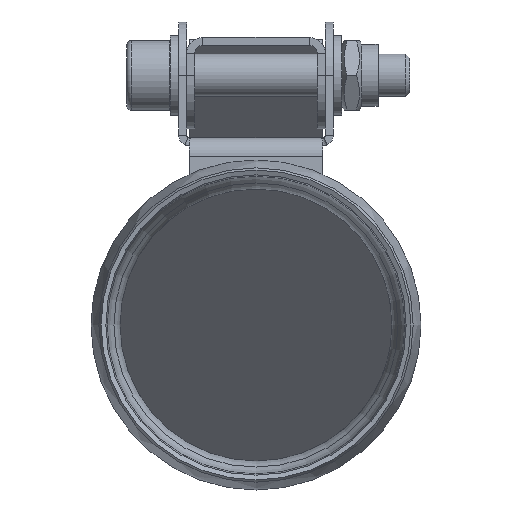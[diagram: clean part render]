
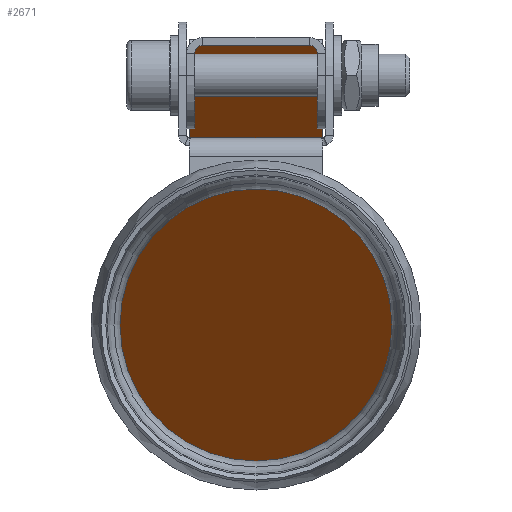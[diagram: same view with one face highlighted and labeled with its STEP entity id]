
A CAD part, front view. The second image highlights one B-rep face of the part: STEP entity #2671.
In plain terms, the highlighted planar face has unit normal (0, -0.707, -0.707).
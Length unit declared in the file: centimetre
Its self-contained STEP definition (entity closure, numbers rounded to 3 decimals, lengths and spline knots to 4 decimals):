
#169=ELLIPSE('',#2911,40.5,29.5);
#242=FACE_OUTER_BOUND('',#420,.T.);
#420=EDGE_LOOP('',(#2050,#2051,#2052,#2053));
#582=LINE('',#4200,#800);
#628=LINE('',#4348,#846);
#630=LINE('',#4352,#848);
#800=VECTOR('',#3300,10.);
#846=VECTOR('',#3444,10.);
#848=VECTOR('',#3450,10.);
#1151=VERTEX_POINT('',#4166);
#1153=VERTEX_POINT('',#4172);
#1196=VERTEX_POINT('',#4341);
#1197=VERTEX_POINT('',#4343);
#1433=EDGE_CURVE('',#1153,#1151,#582,.T.);
#1496=EDGE_CURVE('',#1197,#1196,#169,.T.);
#1499=EDGE_CURVE('',#1151,#1197,#628,.T.);
#1501=EDGE_CURVE('',#1196,#1153,#630,.T.);
#2050=ORIENTED_EDGE('',*,*,#1433,.T.);
#2051=ORIENTED_EDGE('',*,*,#1499,.T.);
#2052=ORIENTED_EDGE('',*,*,#1496,.T.);
#2053=ORIENTED_EDGE('',*,*,#1501,.T.);
#2544=PLANE('',#2914);
#2671=ADVANCED_FACE('',(#242),#2544,.F.);
#2911=AXIS2_PLACEMENT_3D('',#4344,#3438,#3439);
#2914=AXIS2_PLACEMENT_3D('',#4351,#3448,#3449);
#3300=DIRECTION('',(-1.,0.,0.));
#3438=DIRECTION('center_axis',(0.,-0.707,
-0.707));
#3439=DIRECTION('ref_axis',(0.,0.707,-0.707));
#3444=DIRECTION('',(0.,0.707,-0.707));
#3448=DIRECTION('center_axis',(0.,0.707,0.707));
#3449=DIRECTION('ref_axis',(-1.,0.,0.));
#3450=DIRECTION('',(0.,-0.707,0.707));
#4166=CARTESIAN_POINT('',(-12.5,-333.842,52.342));
#4172=CARTESIAN_POINT('',(12.5,-333.842,52.342));
#4200=CARTESIAN_POINT('',(6.25,-333.842,52.342));
#4341=CARTESIAN_POINT('',(12.5,-307.4395,25.9395));
#4343=CARTESIAN_POINT('',(-12.5,-307.4395,25.9395));
#4344=CARTESIAN_POINT('Origin',(0.,-281.4997,
-0.0003));
#4348=CARTESIAN_POINT('',(-12.5,-333.8624,52.3624));
#4351=CARTESIAN_POINT('Origin',(0.,-307.4507,
25.9507));
#4352=CARTESIAN_POINT('',(12.5,-307.4395,25.9395));
